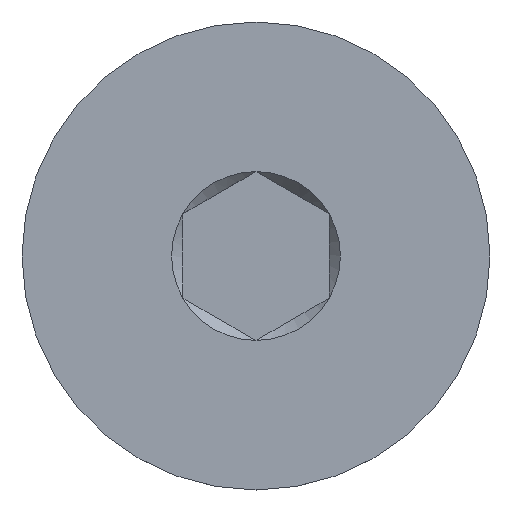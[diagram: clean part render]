
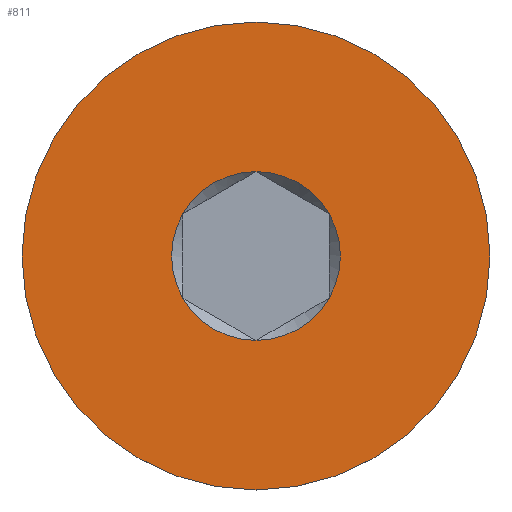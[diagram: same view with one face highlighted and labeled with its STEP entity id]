
A CAD part, top view. The second image highlights one B-rep face of the part: STEP entity #811.
In plain terms, the highlighted planar face has unit normal (0, 0, 1).
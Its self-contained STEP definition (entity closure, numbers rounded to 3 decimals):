
#17=FACE_BOUND('',#148,.T.);
#18=PLANE('',#892);
#99=FACE_OUTER_BOUND('',#147,.T.);
#147=EDGE_LOOP('',(#634,#635));
#148=EDGE_LOOP('',(#636,#637,#638,#639,#640,#641));
#172=CIRCLE('',#883,2.887);
#173=CIRCLE('',#885,8.);
#174=CIRCLE('',#886,8.);
#179=CIRCLE('',#893,2.887);
#180=CIRCLE('',#894,2.887);
#181=CIRCLE('',#895,2.887);
#182=CIRCLE('',#896,2.887);
#183=CIRCLE('',#897,2.887);
#357=VERTEX_POINT('',#4334);
#358=VERTEX_POINT('',#4335);
#359=VERTEX_POINT('',#4341);
#360=VERTEX_POINT('',#4342);
#366=VERTEX_POINT('',#4389);
#367=VERTEX_POINT('',#4391);
#368=VERTEX_POINT('',#4393);
#369=VERTEX_POINT('',#4395);
#465=EDGE_CURVE('',#357,#358,#172,.T.);
#466=EDGE_CURVE('',#359,#360,#173,.T.);
#467=EDGE_CURVE('',#360,#359,#174,.T.);
#476=EDGE_CURVE('',#358,#366,#179,.T.);
#477=EDGE_CURVE('',#366,#367,#180,.T.);
#478=EDGE_CURVE('',#367,#368,#181,.T.);
#479=EDGE_CURVE('',#368,#369,#182,.T.);
#480=EDGE_CURVE('',#369,#357,#183,.T.);
#634=ORIENTED_EDGE('',*,*,#466,.T.);
#635=ORIENTED_EDGE('',*,*,#467,.T.);
#636=ORIENTED_EDGE('',*,*,#476,.T.);
#637=ORIENTED_EDGE('',*,*,#477,.T.);
#638=ORIENTED_EDGE('',*,*,#478,.T.);
#639=ORIENTED_EDGE('',*,*,#479,.T.);
#640=ORIENTED_EDGE('',*,*,#480,.T.);
#641=ORIENTED_EDGE('',*,*,#465,.T.);
#811=ADVANCED_FACE('',(#99,#17),#18,.F.);
#883=AXIS2_PLACEMENT_3D('',#4339,#1010,#1011);
#885=AXIS2_PLACEMENT_3D('',#4343,#1014,#1015);
#886=AXIS2_PLACEMENT_3D('',#4344,#1016,#1017);
#892=AXIS2_PLACEMENT_3D('',#4388,#1030,#1031);
#893=AXIS2_PLACEMENT_3D('',#4390,#1032,#1033);
#894=AXIS2_PLACEMENT_3D('',#4392,#1034,#1035);
#895=AXIS2_PLACEMENT_3D('',#4394,#1036,#1037);
#896=AXIS2_PLACEMENT_3D('',#4396,#1038,#1039);
#897=AXIS2_PLACEMENT_3D('',#4397,#1040,#1041);
#1010=DIRECTION('center_axis',(0.,0.,-1.));
#1011=DIRECTION('ref_axis',(-1.,0.,0.));
#1014=DIRECTION('center_axis',(0.,0.,1.));
#1015=DIRECTION('ref_axis',(0.,-1.,0.));
#1016=DIRECTION('center_axis',(0.,0.,1.));
#1017=DIRECTION('ref_axis',(0.,-1.,0.));
#1030=DIRECTION('center_axis',(0.,0.,-1.));
#1031=DIRECTION('ref_axis',(0.,1.,0.));
#1032=DIRECTION('center_axis',(0.,0.,-1.));
#1033=DIRECTION('ref_axis',(-1.,0.,0.));
#1034=DIRECTION('center_axis',(0.,0.,-1.));
#1035=DIRECTION('ref_axis',(-1.,0.,0.));
#1036=DIRECTION('center_axis',(0.,0.,-1.));
#1037=DIRECTION('ref_axis',(-1.,0.,0.));
#1038=DIRECTION('center_axis',(0.,0.,-1.));
#1039=DIRECTION('ref_axis',(-1.,0.,0.));
#1040=DIRECTION('center_axis',(0.,0.,-1.));
#1041=DIRECTION('ref_axis',(-1.,0.,0.));
#4334=CARTESIAN_POINT('',(-2.5,-1.443,10.));
#4335=CARTESIAN_POINT('',(-2.5,1.443,10.));
#4339=CARTESIAN_POINT('Origin',(0.,0.,10.));
#4341=CARTESIAN_POINT('',(0.,-8.,10.));
#4342=CARTESIAN_POINT('',(0.,8.,10.));
#4343=CARTESIAN_POINT('Origin',(0.,0.,10.));
#4344=CARTESIAN_POINT('Origin',(0.,0.,10.));
#4388=CARTESIAN_POINT('Origin',(0.,0.,
10.));
#4389=CARTESIAN_POINT('',(0.,2.887,10.));
#4390=CARTESIAN_POINT('Origin',(0.,0.,10.));
#4391=CARTESIAN_POINT('',(2.5,1.443,10.));
#4392=CARTESIAN_POINT('Origin',(0.,0.,10.));
#4393=CARTESIAN_POINT('',(2.5,-1.443,10.));
#4394=CARTESIAN_POINT('Origin',(0.,0.,10.));
#4395=CARTESIAN_POINT('',(0.,-2.887,10.));
#4396=CARTESIAN_POINT('Origin',(0.,0.,10.));
#4397=CARTESIAN_POINT('Origin',(0.,0.,10.));
